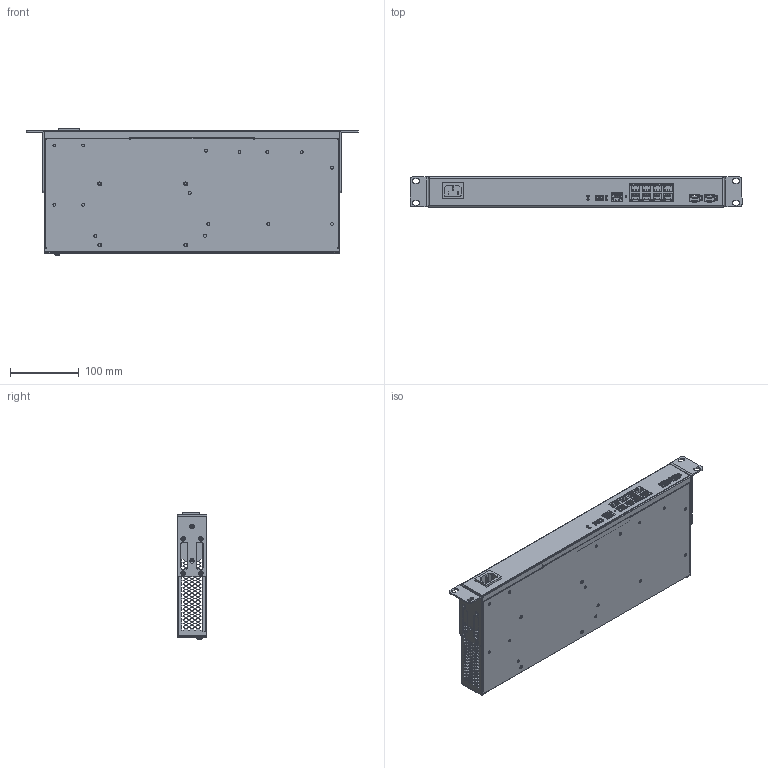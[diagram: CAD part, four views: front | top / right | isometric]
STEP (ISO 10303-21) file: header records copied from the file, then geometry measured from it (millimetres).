
FILE_DESCRIPTION (( 'STEP AP214' ), '1' );
FILE_NAME ('MES2408P AC.STEP', '2024-12-20T04:36:36', ( '' ), ( '' ), 'SwSTEP 2.0', 'SolidWorks 2023', '' );
FILE_SCHEMA (( 'AUTOMOTIVE_DESIGN' ));
Length unit declared in the file: millimetre
Products named in the file (18): __MES2408PAC.19.1.000 (2020.09.18)_MES2408PAC.19.1.000; __MES2408P.19.1.011; __LED2X1RYG_55307XXF__LED2X1RYG_55307XXF__FLR-32W04P (model); __RJ45_1X1_SH_RJ45_1X1_SH_3019AB5611(KINSUN); __ПП mes2408(b)(p)(l) (1v4)_POE; __DIN6798 А_DIN 6798A-4.3; __SWT42_SWT42_SWT-42-4.3; __MES2408P.19.1.021 (2020.09.18); __RJ45_2X4_8P8C_WL_RJ45_2X4_8P8C_WL_kingsun 3027s-48831 v2; FLANGE.01.004.ХХХ_Eltex; __MES2408PAC.19.1.001 (2020.04.30)_MES2408PAC.19.1.001; __DIN7985 M4_DIN7985 M4x10; __A1844_A1844_SER-W30-R1G1-D2 (model); MES2408P AC; __SFP_CAGE_1X1_SFP_CAGE_1X1; __MES2408P.19.1.010; __JEL JR-101SG_BEJ ST-A01-003K; __MES2408P.19.1.020 (2020.09.18)
Assembly tree (24 placements, depth 4):
  MES2408P AC
    __ПП mes2408(b)(p)(l) (1v4)_POE
      __RJ45_1X1_SH_RJ45_1X1_SH_3019AB5611(KINSUN)
      __RJ45_2X4_8P8C_WL_RJ45_2X4_8P8C_WL_kingsun 3027s-48831 v2
      __LED2X1RYG_55307XXF__LED2X1RYG_55307XXF__FLR-32W04P (model)  x6
      __A1844_A1844_SER-W30-R1G1-D2 (model)
      __SWT42_SWT42_SWT-42-4.3
      __SFP_CAGE_1X1_SFP_CAGE_1X1  x2
    __MES2408PAC.19.1.000 (2020.09.18)_MES2408PAC.19.1.000
      __MES2408PAC.19.1.001 (2020.04.30)_MES2408PAC.19.1.001
      __MES2408P.19.1.010
        __MES2408P.19.1.011
      __MES2408P.19.1.020 (2020.09.18)
        __MES2408P.19.1.021 (2020.09.18)
      FLANGE.01.004.ХХХ_Eltex  x2
    __DIN6798 А_DIN 6798A-4.3
    __DIN7985 M4_DIN7985 M4x10
    __JEL JR-101SG_BEJ ST-A01-003K
Bounding box: 482.6 x 43.6 x 184.62 mm (x, y, z)
Volume: 270267.2 mm3; surface area: 483938.7 mm2
Topology: 23 solids, 23 shells, 8207 faces, 24022 edges, 15875 vertices
Faces by surface type: plane 6779, cylinder 1210, cone 120, bspline 50, torus 46, sphere 2
Entity records: 235653 total; most frequent: CARTESIAN_POINT 43069, ORIENTED_EDGE 41224, DIRECTION 36750, EDGE_CURVE 20612, VECTOR 18318, LINE 18318, VERTEX_POINT 13631, AXIS2_PLACEMENT_3D 9216
